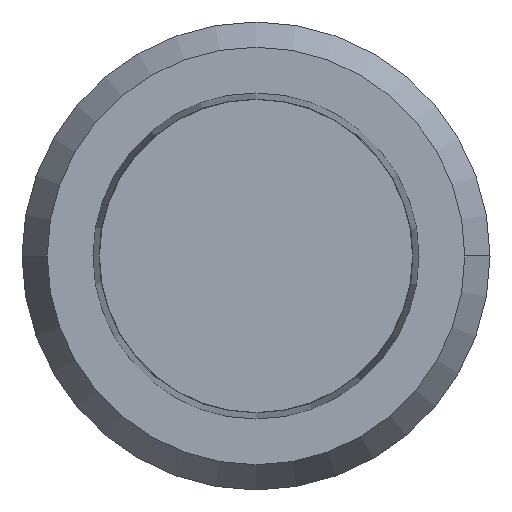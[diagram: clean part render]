
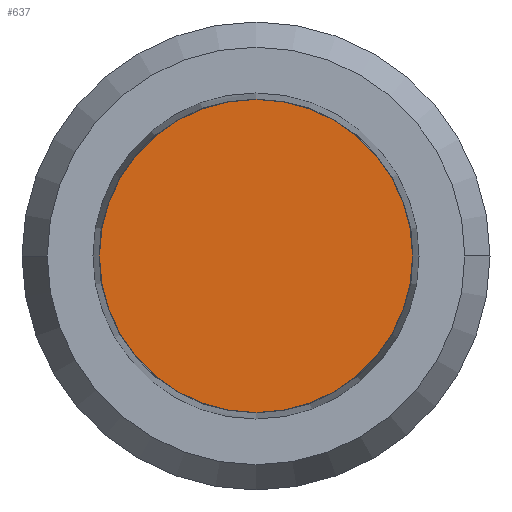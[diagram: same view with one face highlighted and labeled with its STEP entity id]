
A CAD part, left-side view. The second image highlights one B-rep face of the part: STEP entity #637.
In plain terms, the highlighted planar face has unit normal (-1, 0, 0).
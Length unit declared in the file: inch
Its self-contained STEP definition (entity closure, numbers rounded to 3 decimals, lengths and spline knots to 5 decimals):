
#11 = CIRCLE ( 'NONE', #598, 0.018 ) ;
#24 = VERTEX_POINT ( 'NONE', #208 ) ;
#52 = CARTESIAN_POINT ( 'NONE',  ( -0.31, 0., 0. ) ) ;
#128 = DIRECTION ( 'NONE',  ( 0., 0., 1. ) ) ;
#180 = ORIENTED_EDGE ( 'NONE', *, *, #757, .T. ) ;
#185 = ORIENTED_EDGE ( 'NONE', *, *, #240, .T. ) ;
#186 = FACE_OUTER_BOUND ( 'NONE', #374, .T. ) ;
#201 = CARTESIAN_POINT ( 'NONE',  ( -0.31, 0., 0. ) ) ;
#208 = CARTESIAN_POINT ( 'NONE',  ( -0.31, 0., 0.018 ) ) ;
#240 = EDGE_CURVE ( 'NONE', #279, #24, #574, .T. ) ;
#279 = VERTEX_POINT ( 'NONE', #286 ) ;
#286 = CARTESIAN_POINT ( 'NONE',  ( -0.31, 0., -0.018 ) ) ;
#374 = EDGE_LOOP ( 'NONE', ( #180, #185 ) ) ;
#398 = DIRECTION ( 'NONE',  ( -1., 0., 0. ) ) ;
#444 = PLANE ( 'NONE',  #572 ) ;
#503 = DIRECTION ( 'NONE',  ( -1., 0., 0. ) ) ;
#572 = AXIS2_PLACEMENT_3D ( 'NONE', #718, #398, #782 ) ;
#574 = CIRCLE ( 'NONE', #801, 0.018 ) ;
#598 = AXIS2_PLACEMENT_3D ( 'NONE', #52, #503, #128 ) ;
#609 = DIRECTION ( 'NONE',  ( -1., 0., 0. ) ) ;
#637 = ADVANCED_FACE ( 'NONE', ( #186 ), #444, .T. ) ;
#718 = CARTESIAN_POINT ( 'NONE',  ( -0.31, 0.02, 0. ) ) ;
#757 = EDGE_CURVE ( 'NONE', #24, #279, #11, .T. ) ;
#782 = DIRECTION ( 'NONE',  ( 0., 0., 1. ) ) ;
#786 = DIRECTION ( 'NONE',  ( 0., 0., 1. ) ) ;
#801 = AXIS2_PLACEMENT_3D ( 'NONE', #201, #609, #786 ) ;
